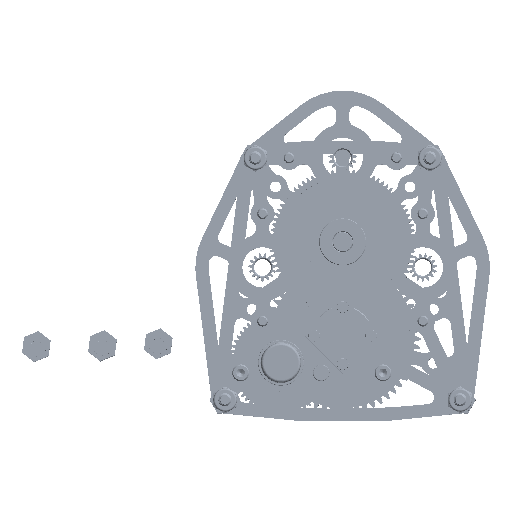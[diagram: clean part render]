
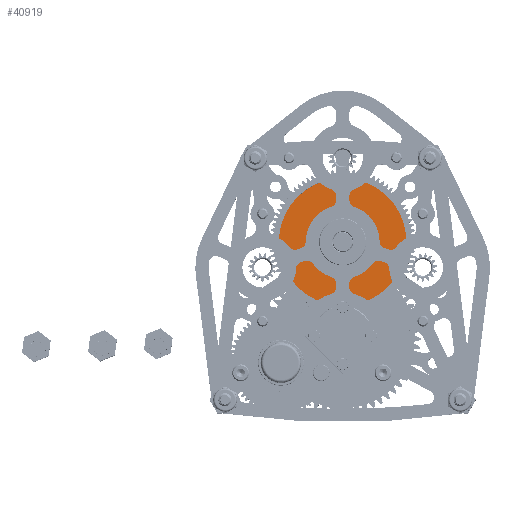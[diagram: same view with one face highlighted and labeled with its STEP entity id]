
A CAD part, top view. The second image highlights one B-rep face of the part: STEP entity #40919.
In plain terms, the highlighted face is planar.
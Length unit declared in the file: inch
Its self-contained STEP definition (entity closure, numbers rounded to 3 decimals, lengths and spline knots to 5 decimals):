
#1146 = DIRECTION ( 'NONE',  ( 1., 0., 0. ) ) ;
#3894 = ORIENTED_EDGE ( 'NONE', *, *, #4999, .T. ) ;
#4999 = EDGE_CURVE ( 'NONE', #6299, #53020, #111005, .T. ) ;
#6299 = VERTEX_POINT ( 'NONE', #59986 ) ;
#10197 = CARTESIAN_POINT ( 'NONE',  ( 0.3, 0., 0. ) ) ;
#12453 = VERTEX_POINT ( 'NONE', #69083 ) ;
#14845 = ORIENTED_EDGE ( 'NONE', *, *, #95463, .T. ) ;
#15564 = CARTESIAN_POINT ( 'NONE',  ( 0.3, 0., 0. ) ) ;
#21096 = DIRECTION ( 'NONE',  ( 0., 0., -1. ) ) ;
#23630 = CARTESIAN_POINT ( 'NONE',  ( 0.3, 0., -0.2625 ) ) ;
#26452 = DIRECTION ( 'NONE',  ( 0., 0., -1. ) ) ;
#28079 = CARTESIAN_POINT ( 'NONE',  ( 0.3, 0., 1.1875 ) ) ;
#40919 = ADVANCED_FACE ( 'NONE', ( #126952, #69260 ), #87912, .T. ) ;
#41418 = ORIENTED_EDGE ( 'NONE', *, *, #110322, .F. ) ;
#44783 = DIRECTION ( 'NONE',  ( 0., 0., -1. ) ) ;
#45555 = DIRECTION ( 'NONE',  ( 1., 0., 0. ) ) ;
#50902 = AXIS2_PLACEMENT_3D ( 'NONE', #66063, #1146, #76993 ) ;
#53020 = VERTEX_POINT ( 'NONE', #28079 ) ;
#59986 = CARTESIAN_POINT ( 'NONE',  ( 0.3, 0., -1.1875 ) ) ;
#62388 = ORIENTED_EDGE ( 'NONE', *, *, #123974, .F. ) ;
#64972 = EDGE_LOOP ( 'NONE', ( #3894, #14845 ) ) ;
#66063 = CARTESIAN_POINT ( 'NONE',  ( 0.3, 0., 0. ) ) ;
#69083 = CARTESIAN_POINT ( 'NONE',  ( 0.3, 0., 0.2625 ) ) ;
#69260 = FACE_OUTER_BOUND ( 'NONE', #64972, .T. ) ;
#76993 = DIRECTION ( 'NONE',  ( 0., 0., -1. ) ) ;
#84120 = AXIS2_PLACEMENT_3D ( 'NONE', #110617, #45555, #121482 ) ;
#86020 = DIRECTION ( 'NONE',  ( 1., 0., 0. ) ) ;
#86987 = CARTESIAN_POINT ( 'NONE',  ( 0.3, 0., 0. ) ) ;
#87912 = PLANE ( 'NONE',  #95845 ) ;
#91349 = DIRECTION ( 'NONE',  ( 1., 0., 0. ) ) ;
#95463 = EDGE_CURVE ( 'NONE', #53020, #6299, #135920, .T. ) ;
#95845 = AXIS2_PLACEMENT_3D ( 'NONE', #86987, #109825, #44783 ) ;
#106687 = CIRCLE ( 'NONE', #84120, 0.2625 ) ;
#107526 = AXIS2_PLACEMENT_3D ( 'NONE', #10197, #86020, #21096 ) ;
#109825 = DIRECTION ( 'NONE',  ( 1., 0., 0. ) ) ;
#110322 = EDGE_CURVE ( 'NONE', #12453, #140154, #106687, .T. ) ;
#110617 = CARTESIAN_POINT ( 'NONE',  ( 0.3, 0., 0. ) ) ;
#111005 = CIRCLE ( 'NONE', #50902, 1.1875 ) ;
#121482 = DIRECTION ( 'NONE',  ( 0., 0., -1. ) ) ;
#123974 = EDGE_CURVE ( 'NONE', #140154, #12453, #138437, .T. ) ;
#124430 = EDGE_LOOP ( 'NONE', ( #41418, #62388 ) ) ;
#126952 = FACE_BOUND ( 'NONE', #124430, .T. ) ;
#131718 = AXIS2_PLACEMENT_3D ( 'NONE', #15564, #91349, #26452 ) ;
#135920 = CIRCLE ( 'NONE', #131718, 1.1875 ) ;
#138437 = CIRCLE ( 'NONE', #107526, 0.2625 ) ;
#140154 = VERTEX_POINT ( 'NONE', #23630 ) ;
